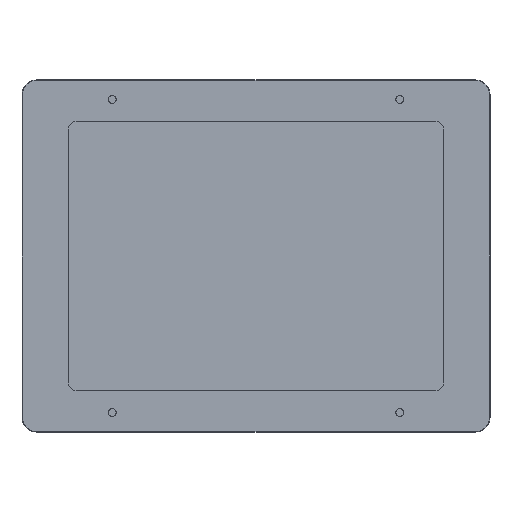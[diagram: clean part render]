
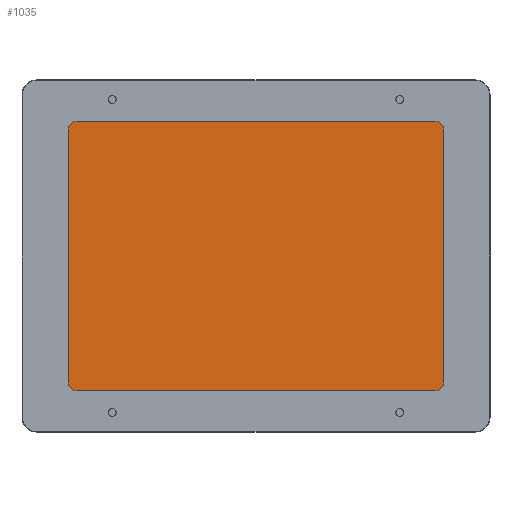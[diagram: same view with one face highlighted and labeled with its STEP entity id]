
A CAD part, front view. The second image highlights one B-rep face of the part: STEP entity #1035.
In plain terms, the highlighted planar face has unit normal (0, -1, 0).
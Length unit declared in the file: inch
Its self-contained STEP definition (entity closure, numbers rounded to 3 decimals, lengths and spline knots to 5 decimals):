
#57=FACE_OUTER_BOUND('',#125,.T.);
#125=EDGE_LOOP('',(#695,#696,#697,#698,#699,#700,#701,#702));
#203=LINE('',#1607,#295);
#204=LINE('',#1611,#296);
#205=LINE('',#1615,#297);
#206=LINE('',#1618,#298);
#295=VECTOR('',#1257,0.3937);
#296=VECTOR('',#1260,0.3937);
#297=VECTOR('',#1263,0.3937);
#298=VECTOR('',#1266,0.3937);
#387=CIRCLE('',#1124,0.2);
#388=CIRCLE('',#1125,0.2);
#389=CIRCLE('',#1126,0.2);
#390=CIRCLE('',#1127,0.2);
#447=VERTEX_POINT('',#1603);
#448=VERTEX_POINT('',#1604);
#449=VERTEX_POINT('',#1606);
#450=VERTEX_POINT('',#1608);
#451=VERTEX_POINT('',#1610);
#452=VERTEX_POINT('',#1612);
#453=VERTEX_POINT('',#1614);
#454=VERTEX_POINT('',#1616);
#543=EDGE_CURVE('',#447,#448,#387,.T.);
#544=EDGE_CURVE('',#448,#449,#203,.T.);
#545=EDGE_CURVE('',#449,#450,#388,.T.);
#546=EDGE_CURVE('',#450,#451,#204,.T.);
#547=EDGE_CURVE('',#451,#452,#389,.T.);
#548=EDGE_CURVE('',#452,#453,#205,.T.);
#549=EDGE_CURVE('',#453,#454,#390,.T.);
#550=EDGE_CURVE('',#454,#447,#206,.T.);
#695=ORIENTED_EDGE('',*,*,#543,.T.);
#696=ORIENTED_EDGE('',*,*,#544,.T.);
#697=ORIENTED_EDGE('',*,*,#545,.T.);
#698=ORIENTED_EDGE('',*,*,#546,.T.);
#699=ORIENTED_EDGE('',*,*,#547,.T.);
#700=ORIENTED_EDGE('',*,*,#548,.T.);
#701=ORIENTED_EDGE('',*,*,#549,.T.);
#702=ORIENTED_EDGE('',*,*,#550,.T.);
#999=PLANE('',#1123);
#1035=ADVANCED_FACE('',(#57),#999,.F.);
#1123=AXIS2_PLACEMENT_3D('',#1602,#1253,#1254);
#1124=AXIS2_PLACEMENT_3D('',#1605,#1255,#1256);
#1125=AXIS2_PLACEMENT_3D('',#1609,#1258,#1259);
#1126=AXIS2_PLACEMENT_3D('',#1613,#1261,#1262);
#1127=AXIS2_PLACEMENT_3D('',#1617,#1264,#1265);
#1253=DIRECTION('center_axis',(0.,1.,0.));
#1254=DIRECTION('ref_axis',(1.,0.,0.));
#1255=DIRECTION('center_axis',(0.,-1.,0.));
#1256=DIRECTION('ref_axis',(1.,0.,0.));
#1257=DIRECTION('',(0.,0.,-1.));
#1258=DIRECTION('center_axis',(0.,-1.,0.));
#1259=DIRECTION('ref_axis',(0.,0.,
1.));
#1260=DIRECTION('',(1.,0.,0.));
#1261=DIRECTION('center_axis',(0.,-1.,0.));
#1262=DIRECTION('ref_axis',(-1.,0.,0.));
#1263=DIRECTION('',(0.,0.,1.));
#1264=DIRECTION('center_axis',(0.,-1.,0.));
#1265=DIRECTION('ref_axis',(0.,0.,
-1.));
#1266=DIRECTION('',(-1.,0.,0.));
#1602=CARTESIAN_POINT('Origin',(5.97164,-4.40015,-3.67288));
#1603=CARTESIAN_POINT('',(1.39,-4.40015,-0.23366));
#1604=CARTESIAN_POINT('',(1.19,-4.40015,-0.43366));
#1605=CARTESIAN_POINT('Origin',(1.39,-4.40015,-0.43366));
#1606=CARTESIAN_POINT('',(1.19,-4.40015,-6.93201));
#1607=CARTESIAN_POINT('',(1.19,-4.40015,-2.05825));
#1608=CARTESIAN_POINT('',(1.39,-4.40015,-7.13201));
#1609=CARTESIAN_POINT('Origin',(1.39,-4.40015,-6.93201));
#1610=CARTESIAN_POINT('',(10.60961,-4.40015,-7.13201));
#1611=CARTESIAN_POINT('',(3.6949,-4.40015,-7.13201));
#1612=CARTESIAN_POINT('',(10.80961,-4.40015,-6.93201));
#1613=CARTESIAN_POINT('Origin',(10.60961,-4.40015,-6.93201));
#1614=CARTESIAN_POINT('',(10.80961,-4.40015,-0.43366));
#1615=CARTESIAN_POINT('',(10.80961,-4.40015,-5.30742));
#1616=CARTESIAN_POINT('',(10.60961,-4.40015,-0.23366));
#1617=CARTESIAN_POINT('Origin',(10.60961,-4.40015,-0.43366));
#1618=CARTESIAN_POINT('',(8.3047,-4.40015,-0.23366));
